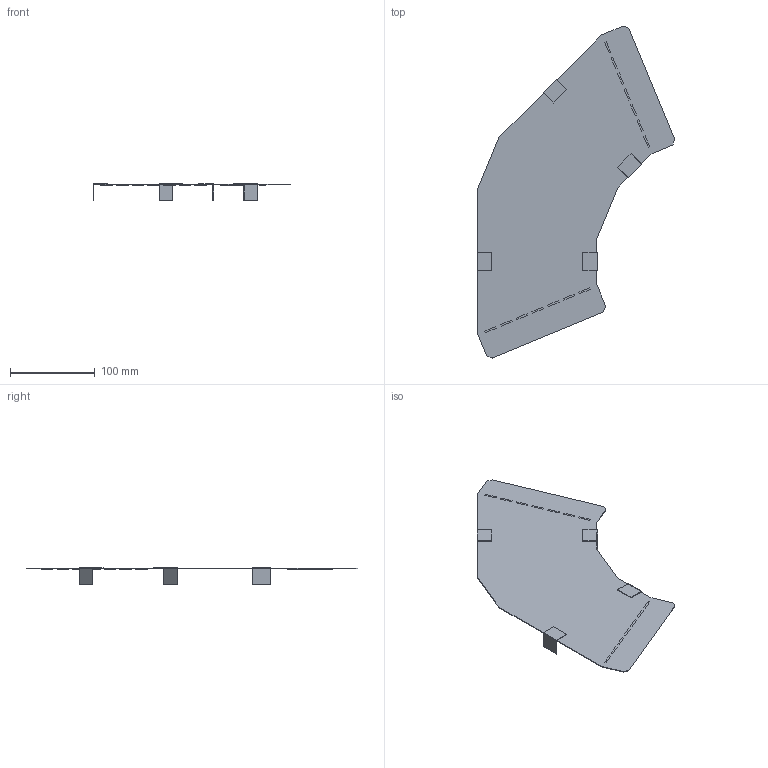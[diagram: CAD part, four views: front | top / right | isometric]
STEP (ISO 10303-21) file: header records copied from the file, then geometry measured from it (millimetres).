
FILE_DESCRIPTION(/* description */ (''),/* implementation_level */ '2;1');
FILE_NAME(/* name */ '485214.stp',/* time_stamp */ '2023-12-19T13:46:50+01:00',/* author */ ('bonnaudn'),/* organization */ (''),/* preprocessor_version */ 'ST-DEVELOPER v19.2',/* originating_system */ 'AutoCAD Mechanical',/* authorisation */ '');
FILE_SCHEMA (('AUTOMOTIVE_DESIGN { 1 0 10303 214 3 1 1 }'));
Length unit declared in the file: millimetre
Products named in the file (1): Product
Bounding box: 233.16 x 391.32 x 19.88 mm (x, y, z)
Volume: 43642.2 mm3; surface area: 111449.3 mm2
Topology: 5 solids, 33 shells, 78 faces, 232 edges, 192 vertices
Faces by surface type: plane 78
Entity records: 2661 total; most frequent: CARTESIAN_POINT 503, DIRECTION 390, ORIENTED_EDGE 352, LINE 232, VECTOR 232, EDGE_CURVE 232, VERTEX_POINT 192, AXIS2_PLACEMENT_3D 79
